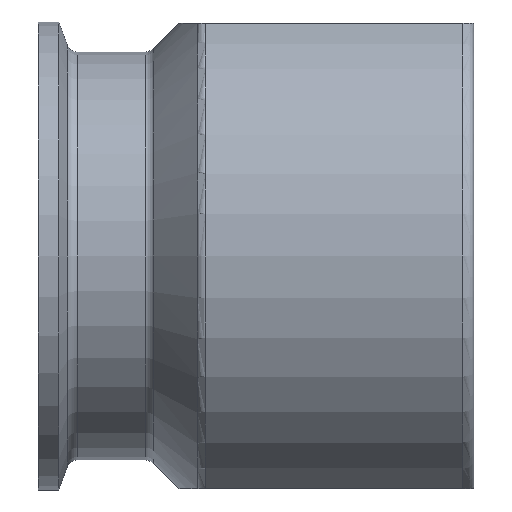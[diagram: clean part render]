
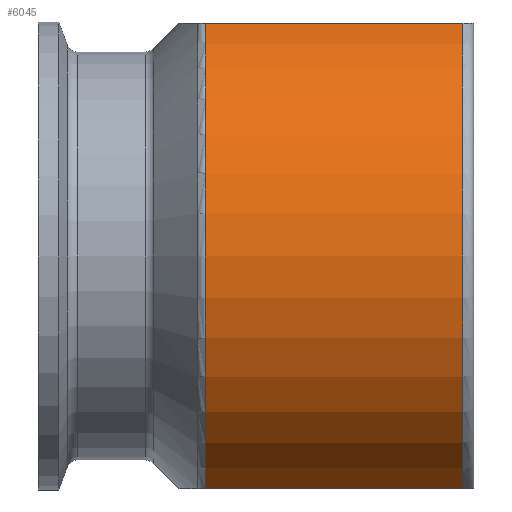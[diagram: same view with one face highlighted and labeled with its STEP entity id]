
A CAD part, front view. The second image highlights one B-rep face of the part: STEP entity #6045.
In plain terms, the highlighted cylindrical face has radius 34.798 mm (diameter 69.596 mm), a partial arc.
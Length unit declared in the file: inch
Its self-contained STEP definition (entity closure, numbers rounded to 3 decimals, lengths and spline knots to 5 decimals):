
#711=FACE_OUTER_BOUND('',#1083,.T.);
#1083=EDGE_LOOP('',(#5614,#5615,#5616,#5617));
#1579=CIRCLE('',#6376,1.37);
#1581=CIRCLE('',#6380,1.37);
#1992=LINE('',#13336,#2387);
#1993=LINE('',#13364,#2388);
#2387=VECTOR('',#7420,1.38315);
#2388=VECTOR('',#7423,1.38315);
#2968=VERTEX_POINT('',#13324);
#2969=VERTEX_POINT('',#13335);
#2970=VERTEX_POINT('',#13350);
#2971=VERTEX_POINT('',#13363);
#3855=EDGE_CURVE('',#2969,#2968,#1992,.T.);
#3858=EDGE_CURVE('',#2971,#2970,#1993,.T.);
#3864=EDGE_CURVE('',#2971,#2968,#1579,.T.);
#3866=EDGE_CURVE('',#2969,#2970,#1581,.T.);
#5614=ORIENTED_EDGE('',*,*,#3855,.T.);
#5615=ORIENTED_EDGE('',*,*,#3864,.F.);
#5616=ORIENTED_EDGE('',*,*,#3858,.T.);
#5617=ORIENTED_EDGE('',*,*,#3866,.F.);
#5699=CYLINDRICAL_SURFACE('',#6379,1.37);
#6045=ADVANCED_FACE('',(#711),#5699,.T.);
#6376=AXIS2_PLACEMENT_3D('',#13404,#7428,#7429);
#6379=AXIS2_PLACEMENT_3D('',#13407,#7434,#7435);
#6380=AXIS2_PLACEMENT_3D('',#13408,#7436,#7437);
#7420=DIRECTION('',(-1.,0.,0.));
#7423=DIRECTION('',(1.,0.,0.));
#7428=DIRECTION('center_axis',(-1.,0.,0.));
#7429=DIRECTION('ref_axis',(0.,-1.,0.));
#7434=DIRECTION('center_axis',(1.,0.,0.));
#7435=DIRECTION('ref_axis',(0.,1.,0.));
#7436=DIRECTION('center_axis',(1.,0.,0.));
#7437=DIRECTION('ref_axis',(0.,-1.,0.));
#13324=CARTESIAN_POINT('',(0.89985,-0.56071,1.25));
#13335=CARTESIAN_POINT('',(2.283,-0.56071,1.25));
#13336=CARTESIAN_POINT('',(1.609,-0.56071,1.25));
#13350=CARTESIAN_POINT('',(2.283,-0.56071,-1.25));
#13363=CARTESIAN_POINT('',(0.89985,-0.56071,-1.25));
#13364=CARTESIAN_POINT('',(1.609,-0.56071,-1.25));
#13404=CARTESIAN_POINT('Origin',(0.89985,0.,
0.));
#13407=CARTESIAN_POINT('Origin',(1.609,0.,0.));
#13408=CARTESIAN_POINT('Origin',(2.283,0.,0.));
